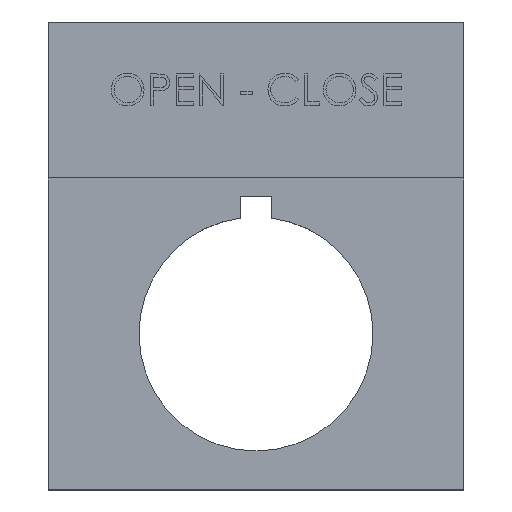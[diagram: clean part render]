
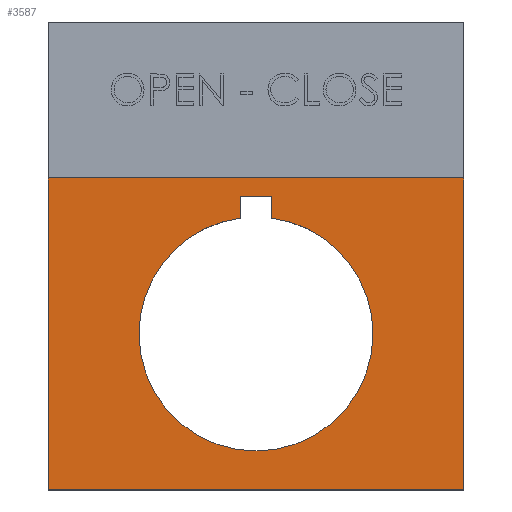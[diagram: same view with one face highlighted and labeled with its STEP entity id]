
A CAD part, top view. The second image highlights one B-rep face of the part: STEP entity #3587.
In plain terms, the highlighted planar face has unit normal (0, 0, 1).
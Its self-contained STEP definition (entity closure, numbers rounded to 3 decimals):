
#194 = LINE ( 'NONE', #5067, #6329 ) ;
#311 = ORIENTED_EDGE ( 'NONE', *, *, #3096, .F. ) ;
#542 = CARTESIAN_POINT ( 'NONE',  ( -11.25, 0., 0.5 ) ) ;
#579 = ORIENTED_EDGE ( 'NONE', *, *, #4096, .F. ) ;
#692 = VERTEX_POINT ( 'NONE', #542 ) ;
#784 = ORIENTED_EDGE ( 'NONE', *, *, #864, .T. ) ;
#822 = CARTESIAN_POINT ( 'NONE',  ( 20., -15., 0.5 ) ) ;
#851 = CARTESIAN_POINT ( 'NONE',  ( 1.5, 11.15, 0.5 ) ) ;
#864 = EDGE_CURVE ( 'NONE', #1398, #3560, #1952, .T. ) ;
#1019 = EDGE_LOOP ( 'NONE', ( #5662, #1649, #6950, #8058, #579, #2108 ) ) ;
#1065 = LINE ( 'NONE', #5241, #7804 ) ;
#1083 = ORIENTED_EDGE ( 'NONE', *, *, #4082, .F. ) ;
#1382 = CIRCLE ( 'NONE', #7495, 11.25 ) ;
#1390 = ORIENTED_EDGE ( 'NONE', *, *, #7704, .T. ) ;
#1398 = VERTEX_POINT ( 'NONE', #5541 ) ;
#1426 = CARTESIAN_POINT ( 'NONE',  ( -1.5, 13.25, 0.5 ) ) ;
#1614 = LINE ( 'NONE', #4409, #4255 ) ;
#1625 = VERTEX_POINT ( 'NONE', #5863 ) ;
#1649 = ORIENTED_EDGE ( 'NONE', *, *, #5407, .F. ) ;
#1652 = PLANE ( 'NONE',  #2724 ) ;
#1759 = DIRECTION ( 'NONE',  ( 1., 0., 0. ) ) ;
#1815 = LINE ( 'NONE', #7364, #8143 ) ;
#1921 = FACE_OUTER_BOUND ( 'NONE', #5770, .T. ) ;
#1952 = LINE ( 'NONE', #6011, #7166 ) ;
#1989 = DIRECTION ( 'NONE',  ( 0., 1., 0. ) ) ;
#2108 = ORIENTED_EDGE ( 'NONE', *, *, #3529, .F. ) ;
#2178 = CARTESIAN_POINT ( 'NONE',  ( -1.5, 9.25, 0.5 ) ) ;
#2188 = AXIS2_PLACEMENT_3D ( 'NONE', #6911, #2934, #1759 ) ;
#2448 = VERTEX_POINT ( 'NONE', #6848 ) ;
#2724 = AXIS2_PLACEMENT_3D ( 'NONE', #3542, #6215, #7513 ) ;
#2934 = DIRECTION ( 'NONE',  ( 0., 0., 1. ) ) ;
#2988 = CARTESIAN_POINT ( 'NONE',  ( 0., 0., 0.5 ) ) ;
#3096 = EDGE_CURVE ( 'NONE', #4564, #3560, #3259, .T. ) ;
#3259 = LINE ( 'NONE', #4273, #8284 ) ;
#3529 = EDGE_CURVE ( 'NONE', #8369, #2448, #6716, .T. ) ;
#3542 = CARTESIAN_POINT ( 'NONE',  ( 0., 0., 0.5 ) ) ;
#3560 = VERTEX_POINT ( 'NONE', #822 ) ;
#3587 = ADVANCED_FACE ( 'NONE', ( #4566, #1921 ), #1652, .F. ) ;
#3721 = DIRECTION ( 'NONE',  ( 1., 0., 0. ) ) ;
#3759 = VERTEX_POINT ( 'NONE', #5175 ) ;
#3801 = DIRECTION ( 'NONE',  ( -1., 0., 0. ) ) ;
#4082 = EDGE_CURVE ( 'NONE', #1625, #4564, #1815, .T. ) ;
#4096 = EDGE_CURVE ( 'NONE', #2448, #692, #4254, .T. ) ;
#4254 = CIRCLE ( 'NONE', #2188, 11.25 ) ;
#4255 = VECTOR ( 'NONE', #3801, 1000. ) ;
#4273 = CARTESIAN_POINT ( 'NONE',  ( 20., 30., 0.5 ) ) ;
#4346 = DIRECTION ( 'NONE',  ( 0., 0., 1. ) ) ;
#4409 = CARTESIAN_POINT ( 'NONE',  ( -1.5, 13.25, 0.5 ) ) ;
#4564 = VERTEX_POINT ( 'NONE', #8290 ) ;
#4566 = FACE_BOUND ( 'NONE', #1019, .T. ) ;
#4606 = CARTESIAN_POINT ( 'NONE',  ( 11.25, 0., 0.5 ) ) ;
#4765 = VERTEX_POINT ( 'NONE', #851 ) ;
#4797 = DIRECTION ( 'NONE',  ( 1., 0., 0. ) ) ;
#4892 = EDGE_CURVE ( 'NONE', #6674, #4765, #1382, .T. ) ;
#4968 = DIRECTION ( 'NONE',  ( 1., 0., 0. ) ) ;
#4983 = VECTOR ( 'NONE', #5410, 1000. ) ;
#5067 = CARTESIAN_POINT ( 'NONE',  ( -20., 30., 0.5 ) ) ;
#5175 = CARTESIAN_POINT ( 'NONE',  ( 1.5, 13.25, 0.5 ) ) ;
#5241 = CARTESIAN_POINT ( 'NONE',  ( 1.5, 9.25, 0.5 ) ) ;
#5402 = DIRECTION ( 'NONE',  ( 1., 0., 0. ) ) ;
#5407 = EDGE_CURVE ( 'NONE', #4765, #3759, #1065, .T. ) ;
#5410 = DIRECTION ( 'NONE',  ( 0., -1., 0. ) ) ;
#5541 = CARTESIAN_POINT ( 'NONE',  ( -20., -15., 0.5 ) ) ;
#5662 = ORIENTED_EDGE ( 'NONE', *, *, #8183, .F. ) ;
#5770 = EDGE_LOOP ( 'NONE', ( #311, #1083, #1390, #784 ) ) ;
#5863 = CARTESIAN_POINT ( 'NONE',  ( -20., 15., 0.5 ) ) ;
#6011 = CARTESIAN_POINT ( 'NONE',  ( -20., -15., 0.5 ) ) ;
#6215 = DIRECTION ( 'NONE',  ( 0., 0., -1. ) ) ;
#6308 = CARTESIAN_POINT ( 'NONE',  ( 0., 0., 0.5 ) ) ;
#6329 = VECTOR ( 'NONE', #8214, 1000. ) ;
#6580 = AXIS2_PLACEMENT_3D ( 'NONE', #6308, #6986, #3721 ) ;
#6674 = VERTEX_POINT ( 'NONE', #4606 ) ;
#6716 = LINE ( 'NONE', #2178, #4983 ) ;
#6848 = CARTESIAN_POINT ( 'NONE',  ( -1.5, 11.15, 0.5 ) ) ;
#6911 = CARTESIAN_POINT ( 'NONE',  ( 0., 0., 0.5 ) ) ;
#6950 = ORIENTED_EDGE ( 'NONE', *, *, #4892, .F. ) ;
#6965 = DIRECTION ( 'NONE',  ( 0., -1., 0. ) ) ;
#6986 = DIRECTION ( 'NONE',  ( 0., 0., 1. ) ) ;
#7166 = VECTOR ( 'NONE', #5402, 1000. ) ;
#7364 = CARTESIAN_POINT ( 'NONE',  ( -20., 15., 0.5 ) ) ;
#7495 = AXIS2_PLACEMENT_3D ( 'NONE', #2988, #4346, #4968 ) ;
#7513 = DIRECTION ( 'NONE',  ( -1., 0., 0. ) ) ;
#7704 = EDGE_CURVE ( 'NONE', #1625, #1398, #194, .T. ) ;
#7745 = EDGE_CURVE ( 'NONE', #692, #6674, #8378, .T. ) ;
#7804 = VECTOR ( 'NONE', #1989, 1000. ) ;
#8058 = ORIENTED_EDGE ( 'NONE', *, *, #7745, .F. ) ;
#8143 = VECTOR ( 'NONE', #4797, 1000. ) ;
#8183 = EDGE_CURVE ( 'NONE', #3759, #8369, #1614, .T. ) ;
#8214 = DIRECTION ( 'NONE',  ( 0., -1., 0. ) ) ;
#8284 = VECTOR ( 'NONE', #6965, 1000. ) ;
#8290 = CARTESIAN_POINT ( 'NONE',  ( 20., 15., 0.5 ) ) ;
#8369 = VERTEX_POINT ( 'NONE', #1426 ) ;
#8378 = CIRCLE ( 'NONE', #6580, 11.25 ) ;
